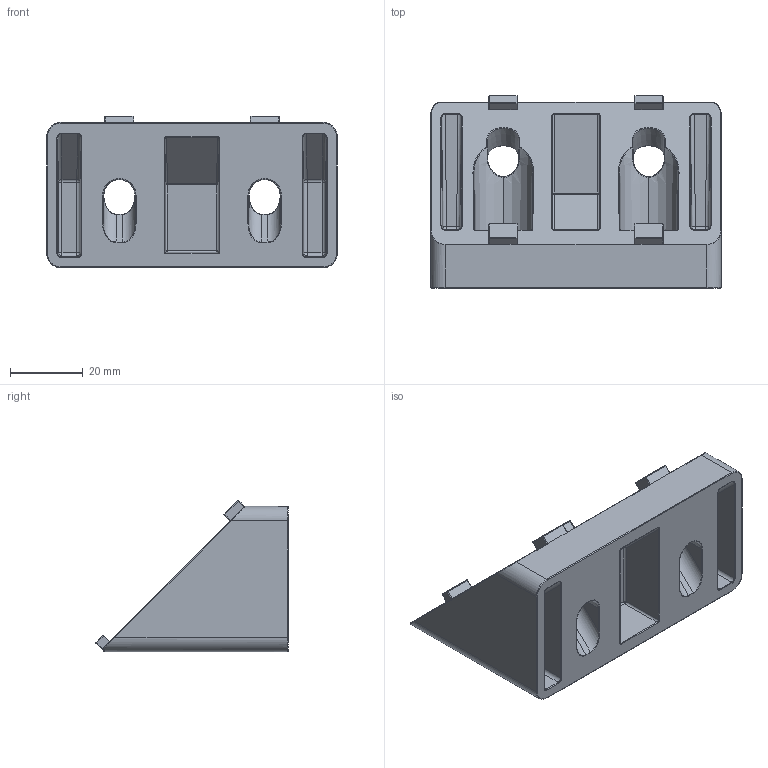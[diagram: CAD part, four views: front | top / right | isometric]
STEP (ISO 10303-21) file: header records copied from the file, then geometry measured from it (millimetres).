
FILE_DESCRIPTION (( 'STEP AP214' ), '1' );
FILE_NAME ('Accessories for aluminium profiles093WS80145N08.step', '2017-11-09T16:36:19', ( '' ), ( '' ), 'SwSTEP 2.0', 'SolidWorks 2017', '' );
FILE_SCHEMA (( 'AUTOMOTIVE_DESIGN' ));
Length unit declared in the file: millimetre
Products named in the file (1): Accessories for aluminium profiles093WS80145N08
Bounding box: 80 x 52.98 x 41.68 mm (x, y, z)
Volume: 62985.3 mm3; surface area: 23654.7 mm2
Topology: 1 solids, 1 shells, 427 faces, 1007 edges, 554 vertices
Faces by surface type: cylinder 170, bspline 98, plane 75, sphere 44, torus 28, cone 12
Entity records: 13764 total; most frequent: CARTESIAN_POINT 4988, ORIENTED_EDGE 1934, DIRECTION 1773, EDGE_CURVE 967, AXIS2_PLACEMENT_3D 700, VERTEX_POINT 546, EDGE_LOOP 439, FACE_OUTER_BOUND 427
